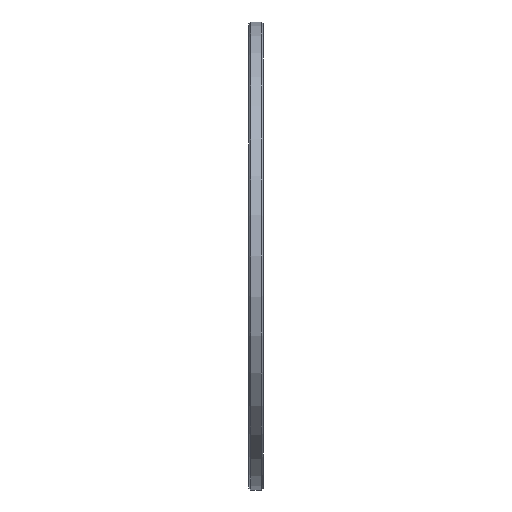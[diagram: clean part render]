
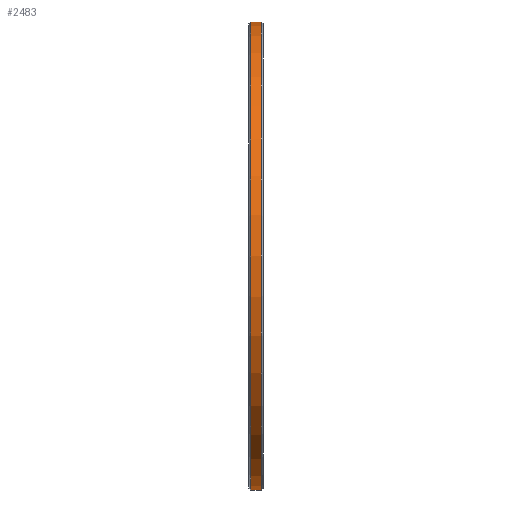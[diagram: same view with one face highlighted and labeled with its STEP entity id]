
A CAD part, left-side view. The second image highlights one B-rep face of the part: STEP entity #2483.
In plain terms, the highlighted cylindrical face has radius 250 mm (diameter 500 mm), a partial arc.
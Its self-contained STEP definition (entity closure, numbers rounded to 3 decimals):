
#135 = LINE ( 'NONE', #3556, #2079 ) ;
#162 = CARTESIAN_POINT ( 'NONE',  ( 250., 40.024, 0. ) ) ;
#240 = CIRCLE ( 'NONE', #3390, 250. ) ;
#480 = AXIS2_PLACEMENT_3D ( 'NONE', #162, #1906, #1578 ) ;
#554 = ORIENTED_EDGE ( 'NONE', *, *, #920, .F. ) ;
#589 = VERTEX_POINT ( 'NONE', #2189 ) ;
#728 = FACE_OUTER_BOUND ( 'NONE', #1258, .T. ) ;
#920 = EDGE_CURVE ( 'NONE', #589, #2618, #135, .T. ) ;
#934 = DIRECTION ( 'NONE',  ( 0., 1., 0. ) ) ;
#1212 = EDGE_CURVE ( 'NONE', #2531, #2746, #3186, .T. ) ;
#1224 = CARTESIAN_POINT ( 'NONE',  ( 250., 3., 0. ) ) ;
#1258 = EDGE_LOOP ( 'NONE', ( #554, #3304, #2627, #2532 ) ) ;
#1384 = CARTESIAN_POINT ( 'NONE',  ( 250., -8., 250. ) ) ;
#1463 = CARTESIAN_POINT ( 'NONE',  ( 250., -8., 0. ) ) ;
#1489 = CARTESIAN_POINT ( 'NONE',  ( 250., 40.024, 250. ) ) ;
#1578 = DIRECTION ( 'NONE',  ( 0., 0., 1. ) ) ;
#1703 = CARTESIAN_POINT ( 'NONE',  ( 250., 3., -250. ) ) ;
#1906 = DIRECTION ( 'NONE',  ( 0., 1., 0. ) ) ;
#1958 = VECTOR ( 'NONE', #934, 1000. ) ;
#2079 = VECTOR ( 'NONE', #2985, 1000. ) ;
#2189 = CARTESIAN_POINT ( 'NONE',  ( 250., -8., -250. ) ) ;
#2312 = CARTESIAN_POINT ( 'NONE',  ( 250., 3., 250. ) ) ;
#2331 = DIRECTION ( 'NONE',  ( 0., 1., 0. ) ) ;
#2352 = DIRECTION ( 'NONE',  ( 0., -1., 0. ) ) ;
#2468 = CIRCLE ( 'NONE', #3307, 250. ) ;
#2483 = ADVANCED_FACE ( 'NONE', ( #728 ), #3321, .T. ) ;
#2531 = VERTEX_POINT ( 'NONE', #1384 ) ;
#2532 = ORIENTED_EDGE ( 'NONE', *, *, #3503, .T. ) ;
#2618 = VERTEX_POINT ( 'NONE', #1703 ) ;
#2622 = DIRECTION ( 'NONE',  ( 0., 0., 1. ) ) ;
#2627 = ORIENTED_EDGE ( 'NONE', *, *, #1212, .T. ) ;
#2699 = EDGE_CURVE ( 'NONE', #589, #2531, #240, .T. ) ;
#2746 = VERTEX_POINT ( 'NONE', #2312 ) ;
#2985 = DIRECTION ( 'NONE',  ( 0., 1., 0. ) ) ;
#3181 = DIRECTION ( 'NONE',  ( 0., 0., -1. ) ) ;
#3186 = LINE ( 'NONE', #1489, #1958 ) ;
#3304 = ORIENTED_EDGE ( 'NONE', *, *, #2699, .T. ) ;
#3307 = AXIS2_PLACEMENT_3D ( 'NONE', #1224, #2352, #2622 ) ;
#3321 = CYLINDRICAL_SURFACE ( 'NONE', #480, 250. ) ;
#3390 = AXIS2_PLACEMENT_3D ( 'NONE', #1463, #2331, #3181 ) ;
#3503 = EDGE_CURVE ( 'NONE', #2746, #2618, #2468, .T. ) ;
#3556 = CARTESIAN_POINT ( 'NONE',  ( 250., 40.024, -250. ) ) ;
